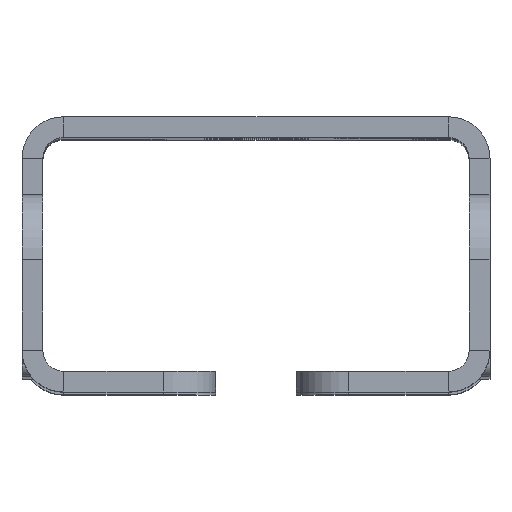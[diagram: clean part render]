
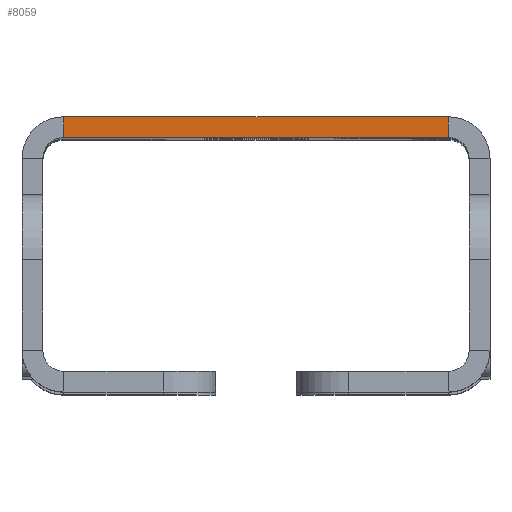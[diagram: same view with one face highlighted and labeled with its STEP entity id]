
A CAD part, top view. The second image highlights one B-rep face of the part: STEP entity #8059.
In plain terms, the highlighted planar face has unit normal (0, 0, 1).
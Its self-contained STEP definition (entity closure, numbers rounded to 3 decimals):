
#57=DIRECTION('',(1.,0.,0.));
#58=VECTOR('',#57,29.6);
#59=CARTESIAN_POINT('',(-14.8,0.,57.));
#60=LINE('',#59,#58);
#803=DIRECTION('',(0.,1.,0.));
#804=VECTOR('',#803,1.6);
#805=CARTESIAN_POINT('',(14.8,0.,57.));
#806=LINE('',#805,#804);
#1343=DIRECTION('',(1.,0.,0.));
#1344=VECTOR('',#1343,29.6);
#1345=CARTESIAN_POINT('',(-14.8,1.6,57.));
#1346=LINE('',#1345,#1344);
#2591=DIRECTION('',(0.,1.,0.));
#2592=VECTOR('',#2591,1.6);
#2593=CARTESIAN_POINT('',(-14.8,0.,57.));
#2594=LINE('',#2593,#2592);
#3517=CARTESIAN_POINT('',(-14.8,0.,57.));
#3518=CARTESIAN_POINT('',(14.8,0.,57.));
#3519=VERTEX_POINT('',#3517);
#3520=VERTEX_POINT('',#3518);
#3541=CARTESIAN_POINT('',(-14.8,1.6,57.));
#3542=CARTESIAN_POINT('',(14.8,1.6,57.));
#3543=VERTEX_POINT('',#3541);
#3544=VERTEX_POINT('',#3542);
#8048=CARTESIAN_POINT('',(0.,0.8,57.));
#8049=DIRECTION('',(0.,0.,-1.));
#8050=DIRECTION('',(1.,0.,0.));
#8051=AXIS2_PLACEMENT_3D('',#8048,#8049,#8050);
#8052=PLANE('',#8051);
#8053=ORIENTED_EDGE('',*,*,#4566,.F.);
#8054=ORIENTED_EDGE('',*,*,#7718,.T.);
#8055=ORIENTED_EDGE('',*,*,#6326,.T.);
#8056=ORIENTED_EDGE('',*,*,#5511,.F.);
#8057=EDGE_LOOP('',(#8053,#8054,#8055,#8056));
#8058=FACE_OUTER_BOUND('',#8057,.F.);
#8059=ADVANCED_FACE('',(#8058),#8052,.F.);
#4566=EDGE_CURVE('',#3519,#3520,#60,.T.);
#5511=EDGE_CURVE('',#3520,#3544,#806,.T.);
#6326=EDGE_CURVE('',#3543,#3544,#1346,.T.);
#7718=EDGE_CURVE('',#3519,#3543,#2594,.T.);
